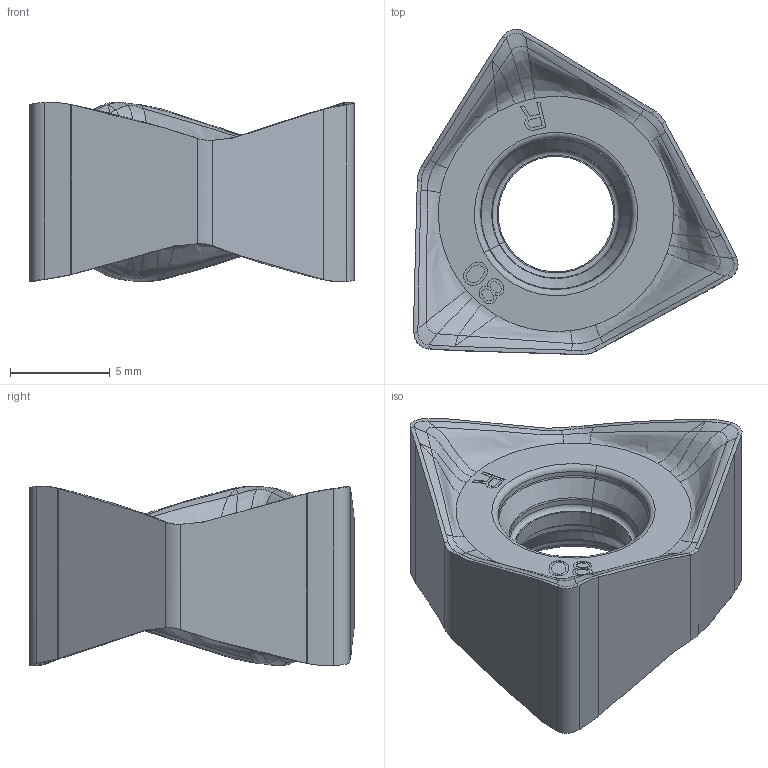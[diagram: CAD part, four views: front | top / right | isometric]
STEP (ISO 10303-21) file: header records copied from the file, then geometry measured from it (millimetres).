
FILE_DESCRIPTION((''),'2;1');
FILE_NAME('6NMU1409080PNER-R','2021-06-09T16:39:14',('tlyac05'),('PTC Japan'),'CREO PARAMETRIC BY PTC INC, 2018500','CREO PARAMETRIC BY PTC INC, 2018500','');
FILE_SCHEMA(('AUTOMOTIVE_DESIGN { 1 0 10303 214 1 1 1 1 }'));
Length unit declared in the file: millimetre
Products named in the file (1): 6NMU1409080PNER-R
Bounding box: 16.25 x 16.3 x 8.99 mm (x, y, z)
Volume: 861.2 mm3; surface area: 806.5 mm2
Topology: 1 solids, 1 shells, 444 faces, 1217 edges, 790 vertices
Faces by surface type: plane 302, bspline 78, extrusion 18, torus 18, cylinder 14, cone 12, sphere 2
Entity records: 27579 total; most frequent: CARTESIAN_POINT 13802, ORIENTED_EDGE 2380, DIRECTION 1734, EDGE_CURVE 1190, VECTOR 908, LINE 890, VERTEX_POINT 765, PRESENTATION_STYLE_ASSIGNMENT 489
